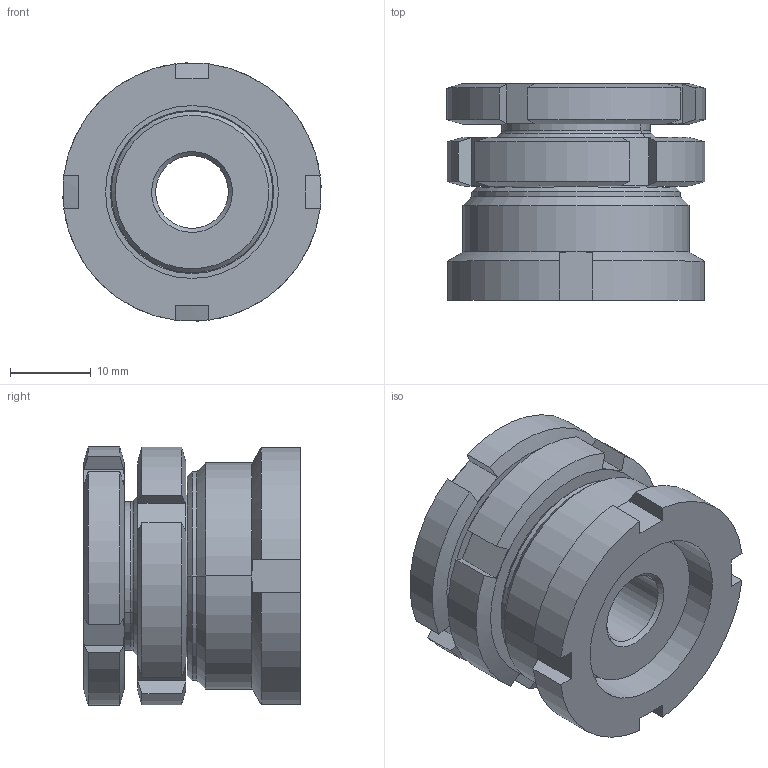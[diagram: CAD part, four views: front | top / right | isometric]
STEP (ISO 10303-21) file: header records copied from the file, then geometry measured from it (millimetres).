
FILE_DESCRIPTION (( 'STEP AP214' ), '1' );
FILE_NAME ('NAEK 20-9 0-0.STEP', '2015-08-18T13:54:49', ( '' ), ( '' ), 'SwSTEP 2.0', 'SolidWorks 2015', '' );
FILE_SCHEMA (( 'AUTOMOTIVE_DESIGN' ));
Length unit declared in the file: millimetre
Products named in the file (4): NAEK 20-9 0-0; NAEK 20-9 1-0 A1; NAE 20 2-0 A1; KM 20-0 A1
Assembly tree (3 placements, depth 2):
  NAEK 20-9 0-0
    NAE 20 2-0 A1
    KM 20-0 A1
    NAEK 20-9 1-0 A1
Bounding box: 31.95 x 26.81 x 31.95 mm (x, y, z)
Volume: 15492.8 mm3; surface area: 8839.2 mm2
Topology: 3 solids, 3 shells, 123 faces, 288 edges, 174 vertices
Faces by surface type: plane 45, cone 40, cylinder 32, torus 6
Entity records: 3910 total; most frequent: CARTESIAN_POINT 951, ORIENTED_EDGE 576, DIRECTION 574, EDGE_CURVE 288, AXIS2_PLACEMENT_3D 237, VERTEX_POINT 174, EDGE_LOOP 132, ADVANCED_FACE 123
